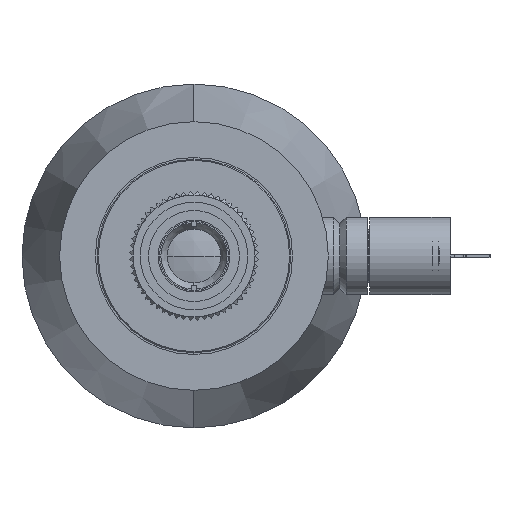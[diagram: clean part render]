
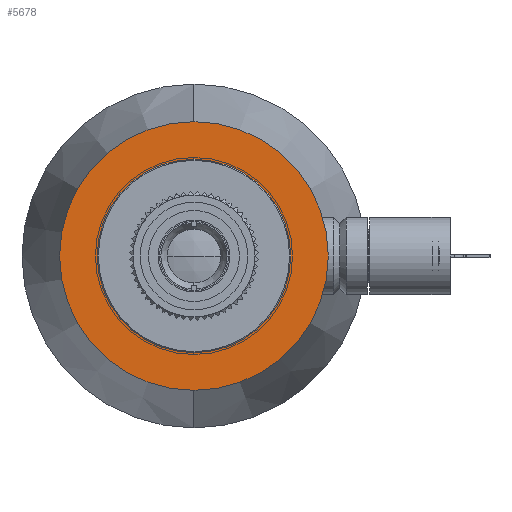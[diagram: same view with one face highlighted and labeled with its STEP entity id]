
A CAD part, left-side view. The second image highlights one B-rep face of the part: STEP entity #5678.
In plain terms, the highlighted planar face has unit normal (-1, 0, 0).
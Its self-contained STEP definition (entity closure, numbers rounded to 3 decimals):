
#772 = AXIS2_PLACEMENT_3D ( 'NONE', #11015, #35383, #8307 ) ;
#2860 = CIRCLE ( 'NONE', #3460, 37.5 ) ;
#2928 = EDGE_CURVE ( 'NONE', #7728, #31382, #29050, .T. ) ;
#3460 = AXIS2_PLACEMENT_3D ( 'NONE', #21759, #8048, #16703 ) ;
#3546 = DIRECTION ( 'NONE',  ( 0., 0., -1. ) ) ;
#3966 = CARTESIAN_POINT ( 'NONE',  ( 0., 0., 0. ) ) ;
#4016 = EDGE_CURVE ( 'NONE', #32492, #12705, #15267, .T. ) ;
#4396 = CIRCLE ( 'NONE', #5607, 27. ) ;
#5531 = CARTESIAN_POINT ( 'NONE',  ( 0., 37.5, 0. ) ) ;
#5607 = AXIS2_PLACEMENT_3D ( 'NONE', #9116, #26099, #34032 ) ;
#5678 = ADVANCED_FACE ( 'NONE', ( #19285, #7908 ), #30309, .F. ) ;
#6440 = DIRECTION ( 'NONE',  ( 1., 0., 0. ) ) ;
#7728 = VERTEX_POINT ( 'NONE', #9628 ) ;
#7908 = FACE_OUTER_BOUND ( 'NONE', #28567, .T. ) ;
#8048 = DIRECTION ( 'NONE',  ( -1., 0., 0. ) ) ;
#8307 = DIRECTION ( 'NONE',  ( 0., 0., 1. ) ) ;
#9116 = CARTESIAN_POINT ( 'NONE',  ( 0., 0., 0. ) ) ;
#9628 = CARTESIAN_POINT ( 'NONE',  ( 0., 0., -27. ) ) ;
#11015 = CARTESIAN_POINT ( 'NONE',  ( 0., 0., 0. ) ) ;
#12309 = DIRECTION ( 'NONE',  ( 0., 0., 1. ) ) ;
#12469 = ORIENTED_EDGE ( 'NONE', *, *, #16900, .T. ) ;
#12705 = VERTEX_POINT ( 'NONE', #18320 ) ;
#12740 = CARTESIAN_POINT ( 'NONE',  ( 0., 0., 37.5 ) ) ;
#15267 = CIRCLE ( 'NONE', #23928, 37.5 ) ;
#16703 = DIRECTION ( 'NONE',  ( 0., 0., 1. ) ) ;
#16900 = EDGE_CURVE ( 'NONE', #12705, #32492, #2860, .T. ) ;
#18320 = CARTESIAN_POINT ( 'NONE',  ( 0., 0., -37.5 ) ) ;
#19285 = FACE_BOUND ( 'NONE', #20895, .T. ) ;
#19538 = ORIENTED_EDGE ( 'NONE', *, *, #2928, .F. ) ;
#19723 = CARTESIAN_POINT ( 'NONE',  ( 0., 0., 27. ) ) ;
#20895 = EDGE_LOOP ( 'NONE', ( #24142, #19538 ) ) ;
#21759 = CARTESIAN_POINT ( 'NONE',  ( 0., 0., 0. ) ) ;
#22858 = AXIS2_PLACEMENT_3D ( 'NONE', #5531, #6440, #3546 ) ;
#23137 = EDGE_CURVE ( 'NONE', #31382, #7728, #4396, .T. ) ;
#23928 = AXIS2_PLACEMENT_3D ( 'NONE', #3966, #26033, #12309 ) ;
#24142 = ORIENTED_EDGE ( 'NONE', *, *, #23137, .F. ) ;
#25853 = ORIENTED_EDGE ( 'NONE', *, *, #4016, .T. ) ;
#26033 = DIRECTION ( 'NONE',  ( -1., 0., 0. ) ) ;
#26099 = DIRECTION ( 'NONE',  ( -1., 0., 0. ) ) ;
#28567 = EDGE_LOOP ( 'NONE', ( #25853, #12469 ) ) ;
#29050 = CIRCLE ( 'NONE', #772, 27. ) ;
#30309 = PLANE ( 'NONE',  #22858 ) ;
#31382 = VERTEX_POINT ( 'NONE', #19723 ) ;
#32492 = VERTEX_POINT ( 'NONE', #12740 ) ;
#34032 = DIRECTION ( 'NONE',  ( 0., 0., 1. ) ) ;
#35383 = DIRECTION ( 'NONE',  ( -1., 0., 0. ) ) ;
